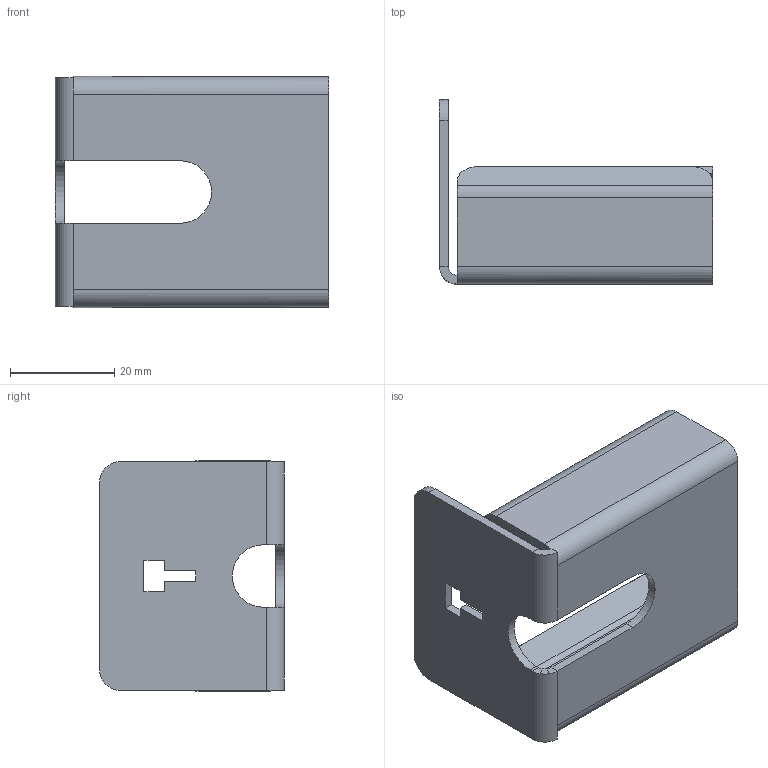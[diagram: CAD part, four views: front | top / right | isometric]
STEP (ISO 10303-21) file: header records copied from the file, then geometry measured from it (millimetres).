
FILE_DESCRIPTION((''),'2;1');
FILE_NAME('14042','2022-09-19T12:00:17',('PredragRovcanin'),('Audax d.o.o.'),'CREO PARAMETRIC BY PTC INC, 2020281','CREO PARAMETRIC BY PTC INC, 2020281','');
FILE_SCHEMA(('AUTOMOTIVE_DESIGN { 1 0 10303 214 1 1 1 1 }'));
Length unit declared in the file: millimetre
Products named in the file (1): 14042
Bounding box: 52.5 x 35.5 x 44.4 mm (x, y, z)
Volume: 9097.6 mm3; surface area: 11497.1 mm2
Topology: 1 solids, 1 shells, 77 faces, 185 edges, 120 vertices
Faces by surface type: plane 58, cylinder 19
Entity records: 3514 total; most frequent: DIRECTION 391, CARTESIAN_POINT 381, ORIENTED_EDGE 366, COLOUR_RGB 320, PRESENTATION_STYLE_ASSIGNMENT 185, STYLED_ITEM 185, CURVE_STYLE 184, EDGE_CURVE 183
